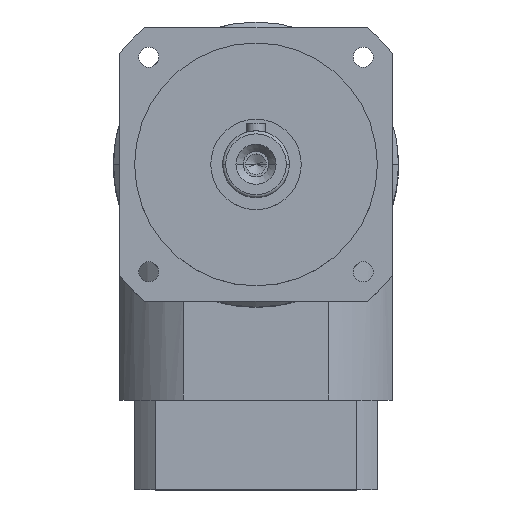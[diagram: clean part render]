
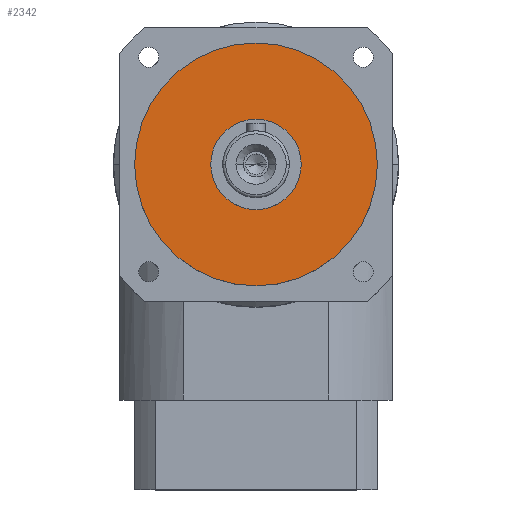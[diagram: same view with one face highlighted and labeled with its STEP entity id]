
A CAD part, top view. The second image highlights one B-rep face of the part: STEP entity #2342.
In plain terms, the highlighted planar face has unit normal (0, 0, 1).
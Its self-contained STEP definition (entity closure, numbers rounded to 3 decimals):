
#26 = DIRECTION ( 'NONE',  ( 1., 0., 0. ) ) ;
#27 = VERTEX_POINT ( 'NONE', #1376 ) ;
#365 = FACE_BOUND ( 'NONE', #3616, .T. ) ;
#717 = ORIENTED_EDGE ( 'NONE', *, *, #4744, .T. ) ;
#1214 = DIRECTION ( 'NONE',  ( 0., 0., 1. ) ) ;
#1325 = DIRECTION ( 'NONE',  ( 1., 0., 0. ) ) ;
#1330 = DIRECTION ( 'NONE',  ( 0., 0., 1. ) ) ;
#1347 = CARTESIAN_POINT ( 'NONE',  ( 0., 0., 58. ) ) ;
#1376 = CARTESIAN_POINT ( 'NONE',  ( -40., 0., 58. ) ) ;
#1385 = CIRCLE ( 'NONE', #2681, 40. ) ;
#1783 = FACE_OUTER_BOUND ( 'NONE', #6180, .T. ) ;
#1938 = VERTEX_POINT ( 'NONE', #6437 ) ;
#2089 = CIRCLE ( 'NONE', #5214, 14.9 ) ;
#2342 = ADVANCED_FACE ( 'NONE', ( #365, #1783 ), #5775, .T. ) ;
#2536 = DIRECTION ( 'NONE',  ( 1., 0., 0. ) ) ;
#2556 = CARTESIAN_POINT ( 'NONE',  ( 14.9, 0., 58. ) ) ;
#2610 = EDGE_CURVE ( 'NONE', #8165, #3224, #2089, .T. ) ;
#2681 = AXIS2_PLACEMENT_3D ( 'NONE', #6970, #6940, #5725 ) ;
#2805 = AXIS2_PLACEMENT_3D ( 'NONE', #7640, #1214, #26 ) ;
#2897 = CARTESIAN_POINT ( 'NONE',  ( 0., 0., 58. ) ) ;
#2925 = DIRECTION ( 'NONE',  ( 0., 0., 1. ) ) ;
#3130 = ORIENTED_EDGE ( 'NONE', *, *, #2610, .F. ) ;
#3224 = VERTEX_POINT ( 'NONE', #4612 ) ;
#3580 = AXIS2_PLACEMENT_3D ( 'NONE', #4108, #5766, #7670 ) ;
#3616 = EDGE_LOOP ( 'NONE', ( #7547, #3130 ) ) ;
#3660 = EDGE_CURVE ( 'NONE', #1938, #27, #1385, .T. ) ;
#3697 = CIRCLE ( 'NONE', #3730, 40. ) ;
#3730 = AXIS2_PLACEMENT_3D ( 'NONE', #1347, #1330, #1325 ) ;
#3993 = CIRCLE ( 'NONE', #3580, 14.9 ) ;
#4108 = CARTESIAN_POINT ( 'NONE',  ( 0., 0., 58. ) ) ;
#4463 = EDGE_CURVE ( 'NONE', #3224, #8165, #3993, .T. ) ;
#4612 = CARTESIAN_POINT ( 'NONE',  ( -14.9, 0., 58. ) ) ;
#4744 = EDGE_CURVE ( 'NONE', #27, #1938, #3697, .T. ) ;
#5214 = AXIS2_PLACEMENT_3D ( 'NONE', #2897, #2925, #2536 ) ;
#5725 = DIRECTION ( 'NONE',  ( 1., 0., 0. ) ) ;
#5766 = DIRECTION ( 'NONE',  ( 0., 0., 1. ) ) ;
#5775 = PLANE ( 'NONE',  #2805 ) ;
#6180 = EDGE_LOOP ( 'NONE', ( #717, #7163 ) ) ;
#6437 = CARTESIAN_POINT ( 'NONE',  ( 40., 0., 58. ) ) ;
#6940 = DIRECTION ( 'NONE',  ( 0., 0., 1. ) ) ;
#6970 = CARTESIAN_POINT ( 'NONE',  ( 0., 0., 58. ) ) ;
#7163 = ORIENTED_EDGE ( 'NONE', *, *, #3660, .T. ) ;
#7547 = ORIENTED_EDGE ( 'NONE', *, *, #4463, .F. ) ;
#7640 = CARTESIAN_POINT ( 'NONE',  ( 0., 0., 58. ) ) ;
#7670 = DIRECTION ( 'NONE',  ( 1., 0., 0. ) ) ;
#8165 = VERTEX_POINT ( 'NONE', #2556 ) ;
